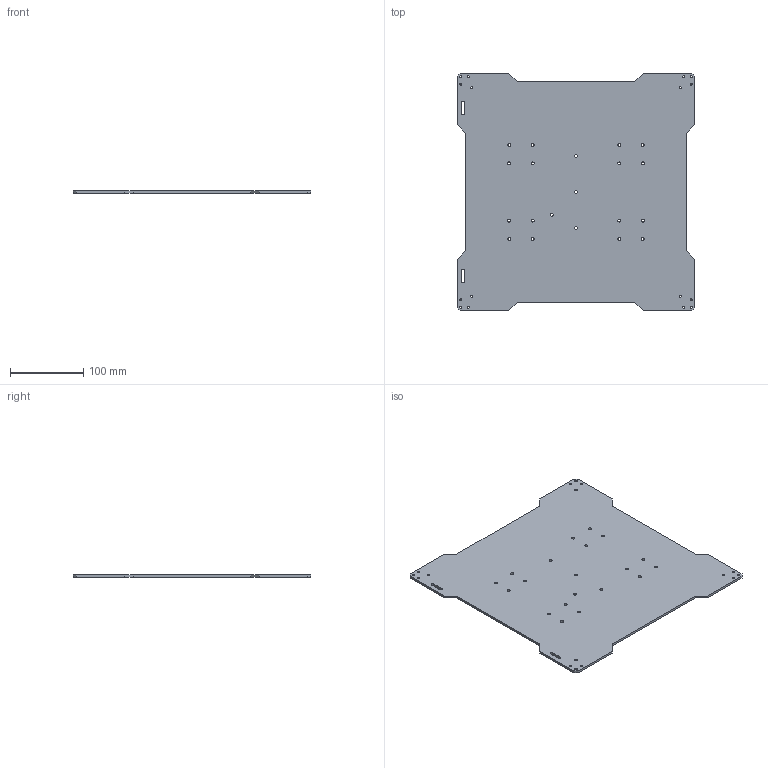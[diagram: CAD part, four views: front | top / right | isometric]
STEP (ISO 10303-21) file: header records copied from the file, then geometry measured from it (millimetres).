
FILE_DESCRIPTION (( 'STEP AP214' ), '1' );
FILE_NAME ('300mm_bed_mount_plate_rA.STEP', '2016-01-03T22:16:19', ( 'Server2003' ), ( 'Home' ), 'SwSTEP 2.0', 'SolidWorks 2012', '' );
FILE_SCHEMA (( 'AUTOMOTIVE_DESIGN' ));
Length unit declared in the file: millimetre
Products named in the file (1): 300mm_bed_mount_plate_rA
Bounding box: 324 x 324 x 3.17 mm (x, y, z)
Volume: 305366.6 mm3; surface area: 198115.2 mm2
Topology: 1 solids, 1 shells, 106 faces, 312 edges, 208 vertices
Faces by surface type: cylinder 76, plane 30
Entity records: 3794 total; most frequent: DIRECTION 678, CARTESIAN_POINT 627, ORIENTED_EDGE 624, EDGE_CURVE 312, AXIS2_PLACEMENT_3D 259, VERTEX_POINT 208, EDGE_LOOP 182, VECTOR 160
